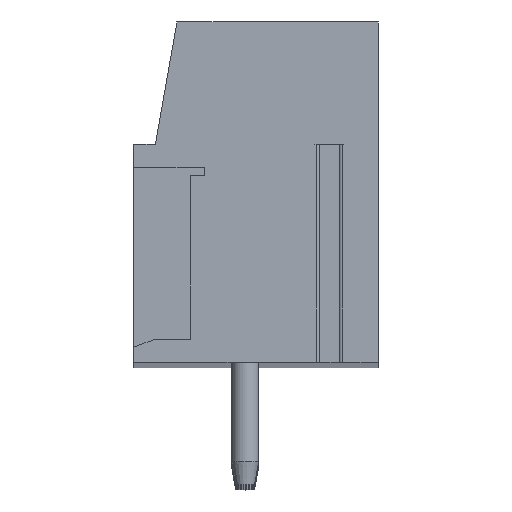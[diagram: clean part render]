
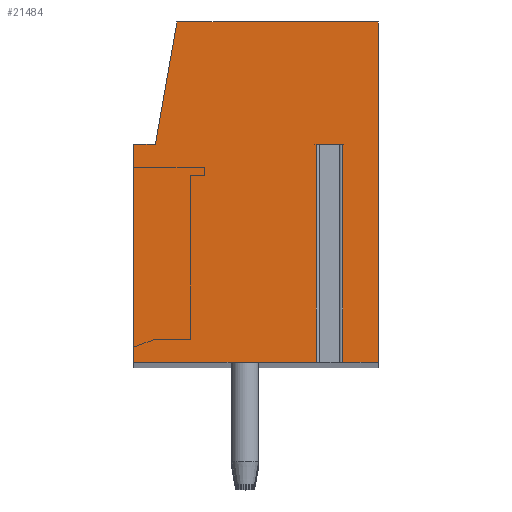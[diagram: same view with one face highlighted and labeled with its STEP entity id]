
A CAD part, top view. The second image highlights one B-rep face of the part: STEP entity #21484.
In plain terms, the highlighted planar face has unit normal (0, 0, 1).
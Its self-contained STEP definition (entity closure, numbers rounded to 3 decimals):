
#20=DIRECTION('',(-1.,0.,0.));
#21=VECTOR('',#20,0.958);
#22=CARTESIAN_POINT('',(3.179,1.75,112.5));
#23=LINE('',#22,#21);
#24=DIRECTION('',(0.,-1.,0.));
#25=VECTOR('',#24,8.);
#26=CARTESIAN_POINT('',(2.221,1.75,112.5));
#27=LINE('',#26,#25);
#28=DIRECTION('',(1.,0.,0.));
#29=VECTOR('',#28,6.721);
#30=CARTESIAN_POINT('',(-4.5,-6.25,112.5));
#31=LINE('',#30,#29);
#32=DIRECTION('',(0.,-1.,0.));
#33=VECTOR('',#32,8.);
#34=CARTESIAN_POINT('',(-4.5,1.75,112.5));
#35=LINE('',#34,#33);
#36=DIRECTION('',(-1.,0.,0.));
#37=VECTOR('',#36,0.8);
#38=CARTESIAN_POINT('',(-3.7,1.75,112.5));
#39=LINE('',#38,#37);
#40=DIRECTION('',(-0.174,-0.985,0.));
#41=VECTOR('',#40,4.569);
#42=CARTESIAN_POINT('',(-2.907,6.25,112.5));
#43=LINE('',#42,#41);
#44=DIRECTION('',(-1.,0.,0.));
#45=VECTOR('',#44,7.407);
#46=CARTESIAN_POINT('',(4.5,6.25,112.5));
#47=LINE('',#46,#45);
#48=DIRECTION('',(0.,1.,0.));
#49=VECTOR('',#48,12.5);
#50=CARTESIAN_POINT('',(4.5,-6.25,112.5));
#51=LINE('',#50,#49);
#52=DIRECTION('',(1.,0.,0.));
#53=VECTOR('',#52,1.321);
#54=CARTESIAN_POINT('',(3.179,-6.25,112.5));
#55=LINE('',#54,#53);
#56=DIRECTION('',(0.,-1.,0.));
#57=VECTOR('',#56,8.);
#58=CARTESIAN_POINT('',(3.179,1.75,112.5));
#59=LINE('',#58,#57);
#17044=CARTESIAN_POINT('',(-2.907,6.25,112.5));
#17045=CARTESIAN_POINT('',(-3.7,1.75,112.5));
#17046=VERTEX_POINT('',#17044);
#17047=VERTEX_POINT('',#17045);
#17048=CARTESIAN_POINT('',(-4.5,1.75,112.5));
#17049=VERTEX_POINT('',#17048);
#17050=CARTESIAN_POINT('',(-4.5,-6.25,112.5));
#17051=VERTEX_POINT('',#17050);
#17052=CARTESIAN_POINT('',(4.5,-6.25,112.5));
#17053=CARTESIAN_POINT('',(4.5,6.25,112.5));
#17054=VERTEX_POINT('',#17052);
#17055=VERTEX_POINT('',#17053);
#17112=CARTESIAN_POINT('',(3.179,1.75,112.5));
#17113=CARTESIAN_POINT('',(2.221,1.75,112.5));
#17114=VERTEX_POINT('',#17112);
#17115=VERTEX_POINT('',#17113);
#17116=CARTESIAN_POINT('',(3.179,-6.25,112.5));
#17117=VERTEX_POINT('',#17116);
#17118=CARTESIAN_POINT('',(2.221,-6.25,112.5));
#17119=VERTEX_POINT('',#17118);
#21457=CARTESIAN_POINT('',(0.,0.,112.5));
#21458=DIRECTION('',(0.,0.,1.));
#21459=DIRECTION('',(1.,0.,0.));
#21460=AXIS2_PLACEMENT_3D('',#21457,#21458,#21459);
#21461=PLANE('',#21460);
#21463=ORIENTED_EDGE('',*,*,#21462,.T.);
#21465=ORIENTED_EDGE('',*,*,#21464,.T.);
#21467=ORIENTED_EDGE('',*,*,#21466,.F.);
#21469=ORIENTED_EDGE('',*,*,#21468,.F.);
#21471=ORIENTED_EDGE('',*,*,#21470,.F.);
#21473=ORIENTED_EDGE('',*,*,#21472,.F.);
#21475=ORIENTED_EDGE('',*,*,#21474,.F.);
#21477=ORIENTED_EDGE('',*,*,#21476,.F.);
#21479=ORIENTED_EDGE('',*,*,#21478,.F.);
#21481=ORIENTED_EDGE('',*,*,#21480,.F.);
#21482=EDGE_LOOP('',(#21463,#21465,#21467,#21469,#21471,#21473,#21475,#21477,
#21479,#21481));
#21483=FACE_OUTER_BOUND('',#21482,.F.);
#21462=EDGE_CURVE('',#17114,#17115,#23,.T.);
#21464=EDGE_CURVE('',#17115,#17119,#27,.T.);
#21466=EDGE_CURVE('',#17051,#17119,#31,.T.);
#21468=EDGE_CURVE('',#17049,#17051,#35,.T.);
#21470=EDGE_CURVE('',#17047,#17049,#39,.T.);
#21472=EDGE_CURVE('',#17046,#17047,#43,.T.);
#21474=EDGE_CURVE('',#17055,#17046,#47,.T.);
#21476=EDGE_CURVE('',#17054,#17055,#51,.T.);
#21478=EDGE_CURVE('',#17117,#17054,#55,.T.);
#21480=EDGE_CURVE('',#17114,#17117,#59,.T.);
#21484=ADVANCED_FACE('',(#21483),#21461,.T.);
